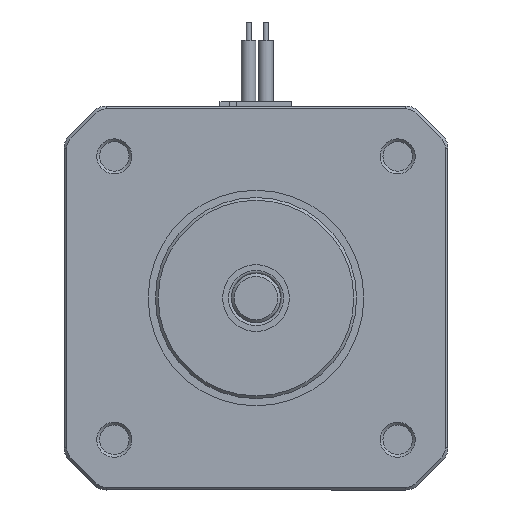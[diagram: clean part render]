
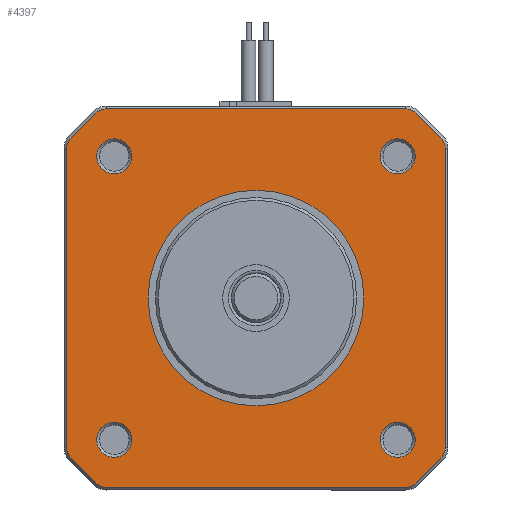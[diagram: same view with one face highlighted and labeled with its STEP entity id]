
A CAD part, front view. The second image highlights one B-rep face of the part: STEP entity #4397.
In plain terms, the highlighted face is planar.
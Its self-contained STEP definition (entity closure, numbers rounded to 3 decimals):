
#288=LINE('',#7902,#576);
#289=LINE('',#7906,#577);
#290=LINE('',#7910,#578);
#291=LINE('',#7914,#579);
#292=LINE('',#7918,#580);
#293=LINE('',#7922,#581);
#294=LINE('',#7926,#582);
#295=LINE('',#7930,#583);
#576=VECTOR('',#6525,1000.);
#577=VECTOR('',#6528,1000.);
#578=VECTOR('',#6531,1000.);
#579=VECTOR('',#6534,1000.);
#580=VECTOR('',#6537,1000.);
#581=VECTOR('',#6540,1000.);
#582=VECTOR('',#6543,1000.);
#583=VECTOR('',#6546,1000.);
#817=PLANE('',#5231);
#1762=ORIENTED_EDGE('',*,*,#2497,.T.);
#1763=ORIENTED_EDGE('',*,*,#2498,.T.);
#1764=ORIENTED_EDGE('',*,*,#2499,.T.);
#1765=ORIENTED_EDGE('',*,*,#2500,.T.);
#1766=ORIENTED_EDGE('',*,*,#2501,.T.);
#1767=ORIENTED_EDGE('',*,*,#2502,.T.);
#1768=ORIENTED_EDGE('',*,*,#2503,.T.);
#1769=ORIENTED_EDGE('',*,*,#2504,.T.);
#1770=ORIENTED_EDGE('',*,*,#2505,.T.);
#1771=ORIENTED_EDGE('',*,*,#2506,.T.);
#1772=ORIENTED_EDGE('',*,*,#2507,.T.);
#1773=ORIENTED_EDGE('',*,*,#2508,.T.);
#1774=ORIENTED_EDGE('',*,*,#2509,.T.);
#1775=ORIENTED_EDGE('',*,*,#2510,.T.);
#1776=ORIENTED_EDGE('',*,*,#2511,.T.);
#1777=ORIENTED_EDGE('',*,*,#2512,.T.);
#1778=ORIENTED_EDGE('',*,*,#2513,.T.);
#1779=ORIENTED_EDGE('',*,*,#2514,.T.);
#1780=ORIENTED_EDGE('',*,*,#2515,.T.);
#1781=ORIENTED_EDGE('',*,*,#2516,.T.);
#1782=ORIENTED_EDGE('',*,*,#2517,.T.);
#2497=EDGE_CURVE('',#2932,#2932,#3210,.T.);
#2498=EDGE_CURVE('',#2933,#2933,#3211,.T.);
#2499=EDGE_CURVE('',#2934,#2934,#3212,.T.);
#2500=EDGE_CURVE('',#2935,#2935,#3213,.T.);
#2501=EDGE_CURVE('',#2936,#2936,#3214,.T.);
#2502=EDGE_CURVE('',#2937,#2938,#3215,.F.);
#2503=EDGE_CURVE('',#2938,#2939,#288,.T.);
#2504=EDGE_CURVE('',#2939,#2940,#3216,.F.);
#2505=EDGE_CURVE('',#2940,#2941,#289,.T.);
#2506=EDGE_CURVE('',#2941,#2942,#3217,.F.);
#2507=EDGE_CURVE('',#2942,#2943,#290,.T.);
#2508=EDGE_CURVE('',#2943,#2944,#3218,.F.);
#2509=EDGE_CURVE('',#2944,#2945,#291,.T.);
#2510=EDGE_CURVE('',#2945,#2946,#3219,.F.);
#2511=EDGE_CURVE('',#2946,#2947,#292,.T.);
#2512=EDGE_CURVE('',#2947,#2948,#3220,.F.);
#2513=EDGE_CURVE('',#2948,#2949,#293,.T.);
#2514=EDGE_CURVE('',#2949,#2950,#3221,.F.);
#2515=EDGE_CURVE('',#2950,#2951,#294,.T.);
#2516=EDGE_CURVE('',#2951,#2952,#3222,.F.);
#2517=EDGE_CURVE('',#2952,#2937,#295,.T.);
#2932=VERTEX_POINT('',#7890);
#2933=VERTEX_POINT('',#7892);
#2934=VERTEX_POINT('',#7894);
#2935=VERTEX_POINT('',#7896);
#2936=VERTEX_POINT('',#7898);
#2937=VERTEX_POINT('',#7900);
#2938=VERTEX_POINT('',#7901);
#2939=VERTEX_POINT('',#7903);
#2940=VERTEX_POINT('',#7905);
#2941=VERTEX_POINT('',#7907);
#2942=VERTEX_POINT('',#7909);
#2943=VERTEX_POINT('',#7911);
#2944=VERTEX_POINT('',#7913);
#2945=VERTEX_POINT('',#7915);
#2946=VERTEX_POINT('',#7917);
#2947=VERTEX_POINT('',#7919);
#2948=VERTEX_POINT('',#7921);
#2949=VERTEX_POINT('',#7923);
#2950=VERTEX_POINT('',#7925);
#2951=VERTEX_POINT('',#7927);
#2952=VERTEX_POINT('',#7929);
#3210=CIRCLE('',#5232,10.957);
#3211=CIRCLE('',#5233,1.779);
#3212=CIRCLE('',#5234,1.779);
#3213=CIRCLE('',#5235,1.779);
#3214=CIRCLE('',#5236,1.779);
#3215=CIRCLE('',#5237,1.579);
#3216=CIRCLE('',#5238,1.579);
#3217=CIRCLE('',#5239,1.579);
#3218=CIRCLE('',#5240,1.579);
#3219=CIRCLE('',#5241,1.579);
#3220=CIRCLE('',#5242,1.579);
#3221=CIRCLE('',#5243,1.579);
#3222=CIRCLE('',#5244,1.579);
#3557=EDGE_LOOP('',(#1762));
#3558=EDGE_LOOP('',(#1763));
#3559=EDGE_LOOP('',(#1764));
#3560=EDGE_LOOP('',(#1765));
#3561=EDGE_LOOP('',(#1766));
#3562=EDGE_LOOP('',(#1767,#1768,#1769,#1770,#1771,#1772,#1773,#1774,#1775,
#1776,#1777,#1778,#1779,#1780,#1781,#1782));
#3956=FACE_BOUND('',#3557,.T.);
#3957=FACE_BOUND('',#3558,.T.);
#3958=FACE_BOUND('',#3559,.T.);
#3959=FACE_BOUND('',#3560,.T.);
#3960=FACE_BOUND('',#3561,.T.);
#3961=FACE_BOUND('',#3562,.T.);
#4397=ADVANCED_FACE('',(#3956,#3957,#3958,#3959,#3960,#3961),#817,.F.);
#5231=AXIS2_PLACEMENT_3D('',#7888,#6511,#6512);
#5232=AXIS2_PLACEMENT_3D('',#7889,#6513,#6514);
#5233=AXIS2_PLACEMENT_3D('',#7891,#6515,#6516);
#5234=AXIS2_PLACEMENT_3D('',#7893,#6517,#6518);
#5235=AXIS2_PLACEMENT_3D('',#7895,#6519,#6520);
#5236=AXIS2_PLACEMENT_3D('',#7897,#6521,#6522);
#5237=AXIS2_PLACEMENT_3D('',#7899,#6523,#6524);
#5238=AXIS2_PLACEMENT_3D('',#7904,#6526,#6527);
#5239=AXIS2_PLACEMENT_3D('',#7908,#6529,#6530);
#5240=AXIS2_PLACEMENT_3D('',#7912,#6532,#6533);
#5241=AXIS2_PLACEMENT_3D('',#7916,#6535,#6536);
#5242=AXIS2_PLACEMENT_3D('',#7920,#6538,#6539);
#5243=AXIS2_PLACEMENT_3D('',#7924,#6541,#6542);
#5244=AXIS2_PLACEMENT_3D('',#7928,#6544,#6545);
#6511=DIRECTION('',(0.,-1.,0.));
#6512=DIRECTION('',(0.,0.,-1.));
#6513=DIRECTION('',(0.,-1.,0.));
#6514=DIRECTION('',(0.,0.,-1.));
#6515=DIRECTION('',(0.,-1.,0.));
#6516=DIRECTION('',(0.,0.,-1.));
#6517=DIRECTION('',(0.,-1.,0.));
#6518=DIRECTION('',(0.,0.,-1.));
#6519=DIRECTION('',(0.,-1.,0.));
#6520=DIRECTION('',(0.,0.,-1.));
#6521=DIRECTION('',(0.,-1.,0.));
#6522=DIRECTION('',(0.,0.,-1.));
#6523=DIRECTION('',(0.,-1.,0.));
#6524=DIRECTION('',(0.,0.,-1.));
#6525=DIRECTION('',(0.707,0.,-0.707));
#6526=DIRECTION('',(0.,-1.,0.));
#6527=DIRECTION('',(0.,0.,-1.));
#6528=DIRECTION('',(0.,0.,-1.));
#6529=DIRECTION('',(0.,-1.,0.));
#6530=DIRECTION('',(0.,0.,-1.));
#6531=DIRECTION('',(-0.707,0.,-0.707));
#6532=DIRECTION('',(0.,-1.,0.));
#6533=DIRECTION('',(0.,0.,-1.));
#6534=DIRECTION('',(-1.,0.,0.));
#6535=DIRECTION('',(0.,-1.,0.));
#6536=DIRECTION('',(0.,0.,-1.));
#6537=DIRECTION('',(-0.707,0.,0.707));
#6538=DIRECTION('',(0.,-1.,0.));
#6539=DIRECTION('',(0.,0.,-1.));
#6540=DIRECTION('',(0.,0.,1.));
#6541=DIRECTION('',(0.,-1.,0.));
#6542=DIRECTION('',(0.,0.,-1.));
#6543=DIRECTION('',(0.707,0.,0.707));
#6544=DIRECTION('',(0.,-1.,0.));
#6545=DIRECTION('',(0.,0.,-1.));
#6546=DIRECTION('',(1.,0.,0.));
#7888=CARTESIAN_POINT('',(0.,18.571,0.));
#7889=CARTESIAN_POINT('',(0.,18.571,0.));
#7890=CARTESIAN_POINT('',(0.,18.571,-10.957));
#7891=CARTESIAN_POINT('',(14.393,18.571,-14.393));
#7892=CARTESIAN_POINT('',(14.393,18.571,-16.171));
#7893=CARTESIAN_POINT('',(-14.393,18.571,-14.393));
#7894=CARTESIAN_POINT('',(-14.393,18.571,-16.171));
#7895=CARTESIAN_POINT('',(-14.393,18.571,14.393));
#7896=CARTESIAN_POINT('',(-14.393,18.571,12.614));
#7897=CARTESIAN_POINT('',(14.393,18.571,14.393));
#7898=CARTESIAN_POINT('',(14.393,18.571,12.614));
#7899=CARTESIAN_POINT('',(15.202,18.571,17.643));
#7900=CARTESIAN_POINT('',(15.202,18.571,19.221));
#7901=CARTESIAN_POINT('',(16.318,18.571,18.759));
#7902=CARTESIAN_POINT('',(18.759,18.571,16.318));
#7903=CARTESIAN_POINT('',(18.759,18.571,16.318));
#7904=CARTESIAN_POINT('',(17.643,18.571,15.202));
#7905=CARTESIAN_POINT('',(19.221,18.571,15.202));
#7906=CARTESIAN_POINT('',(19.221,18.571,-15.202));
#7907=CARTESIAN_POINT('',(19.221,18.571,-15.202));
#7908=CARTESIAN_POINT('',(17.643,18.571,-15.202));
#7909=CARTESIAN_POINT('',(18.759,18.571,-16.318));
#7910=CARTESIAN_POINT('',(16.318,18.571,-18.759));
#7911=CARTESIAN_POINT('',(16.318,18.571,-18.759));
#7912=CARTESIAN_POINT('',(15.202,18.571,-17.643));
#7913=CARTESIAN_POINT('',(15.202,18.571,-19.221));
#7914=CARTESIAN_POINT('',(-15.202,18.571,-19.221));
#7915=CARTESIAN_POINT('',(-15.202,18.571,-19.221));
#7916=CARTESIAN_POINT('',(-15.202,18.571,-17.643));
#7917=CARTESIAN_POINT('',(-16.318,18.571,-18.759));
#7918=CARTESIAN_POINT('',(-17.539,18.571,-17.539));
#7919=CARTESIAN_POINT('',(-18.759,18.571,-16.318));
#7920=CARTESIAN_POINT('',(-17.643,18.571,-15.202));
#7921=CARTESIAN_POINT('',(-19.221,18.571,-15.202));
#7922=CARTESIAN_POINT('',(-19.221,18.571,15.202));
#7923=CARTESIAN_POINT('',(-19.221,18.571,15.202));
#7924=CARTESIAN_POINT('',(-17.643,18.571,15.202));
#7925=CARTESIAN_POINT('',(-18.759,18.571,16.318));
#7926=CARTESIAN_POINT('',(-16.318,18.571,18.759));
#7927=CARTESIAN_POINT('',(-16.318,18.571,18.759));
#7928=CARTESIAN_POINT('',(-15.202,18.571,17.643));
#7929=CARTESIAN_POINT('',(-15.202,18.571,19.221));
#7930=CARTESIAN_POINT('',(15.202,18.571,19.221));
